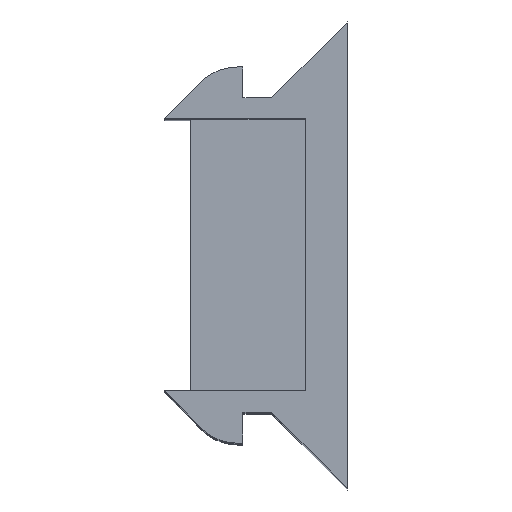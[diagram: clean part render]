
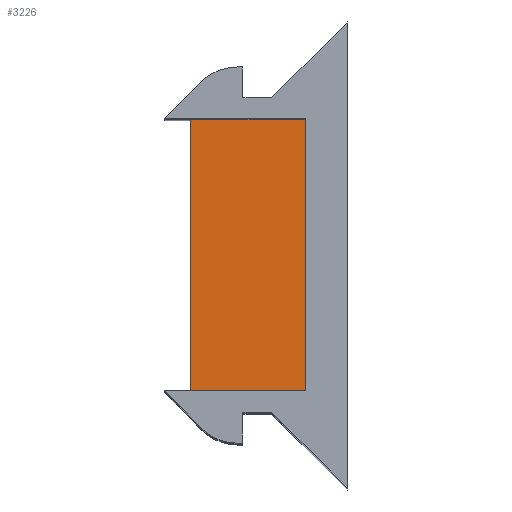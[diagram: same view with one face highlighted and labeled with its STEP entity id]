
A CAD part, top view. The second image highlights one B-rep face of the part: STEP entity #3226.
In plain terms, the highlighted planar face has unit normal (0, 0, 1).
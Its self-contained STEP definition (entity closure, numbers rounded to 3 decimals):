
#555 = PLANE('',#556);
#556 = AXIS2_PLACEMENT_3D('',#557,#558,#559);
#557 = CARTESIAN_POINT('',(-3.,-3.,-4.));
#558 = DIRECTION('',(1.,0.,0.));
#559 = DIRECTION('',(0.,0.,1.));
#1640 = VERTEX_POINT('',#1641);
#1641 = CARTESIAN_POINT('',(-3.,2.61,4.));
#1667 = EDGE_CURVE('',#1668,#1640,#1670,.T.);
#1668 = VERTEX_POINT('',#1669);
#1669 = CARTESIAN_POINT('',(-3.,-2.59,4.));
#1670 = SURFACE_CURVE('',#1671,(#1675,#1682),.PCURVE_S1.);
#1671 = LINE('',#1672,#1673);
#1672 = CARTESIAN_POINT('',(-3.,-3.,4.));
#1673 = VECTOR('',#1674,1.);
#1674 = DIRECTION('',(0.,1.,0.));
#1675 = PCURVE('',#555,#1676);
#1676 = DEFINITIONAL_REPRESENTATION('',(#1677),#1681);
#1677 = LINE('',#1678,#1679);
#1678 = CARTESIAN_POINT('',(8.,0.));
#1679 = VECTOR('',#1680,1.);
#1680 = DIRECTION('',(0.,-1.));
#1681 = ( GEOMETRIC_REPRESENTATION_CONTEXT(2) 
PARAMETRIC_REPRESENTATION_CONTEXT() REPRESENTATION_CONTEXT('2D SPACE',''
  ) );
#1682 = PCURVE('',#1683,#1688);
#1683 = PLANE('',#1684);
#1684 = AXIS2_PLACEMENT_3D('',#1685,#1686,#1687);
#1685 = CARTESIAN_POINT('',(-3.,-3.,4.));
#1686 = DIRECTION('',(0.,0.,1.));
#1687 = DIRECTION('',(1.,0.,0.));
#1688 = DEFINITIONAL_REPRESENTATION('',(#1689),#1693);
#1689 = LINE('',#1690,#1691);
#1690 = CARTESIAN_POINT('',(0.,0.));
#1691 = VECTOR('',#1692,1.);
#1692 = DIRECTION('',(0.,1.));
#1693 = ( GEOMETRIC_REPRESENTATION_CONTEXT(2) 
PARAMETRIC_REPRESENTATION_CONTEXT() REPRESENTATION_CONTEXT('2D SPACE',''
  ) );
#2753 = PLANE('',#2754);
#2754 = AXIS2_PLACEMENT_3D('',#2755,#2756,#2757);
#2755 = CARTESIAN_POINT('',(-3.5,-2.59,-10.));
#2756 = DIRECTION('',(0.,1.,0.));
#2757 = DIRECTION('',(1.,0.,0.));
#2781 = PLANE('',#2782);
#2782 = AXIS2_PLACEMENT_3D('',#2783,#2784,#2785);
#2783 = CARTESIAN_POINT('',(-0.8,-2.59,-10.));
#2784 = DIRECTION('',(-1.,0.,0.));
#2785 = DIRECTION('',(0.,1.,0.));
#2809 = PLANE('',#2810);
#2810 = AXIS2_PLACEMENT_3D('',#2811,#2812,#2813);
#2811 = CARTESIAN_POINT('',(-0.8,2.61,-10.));
#2812 = DIRECTION('',(0.,-1.,0.));
#2813 = DIRECTION('',(-1.,0.,0.));
#3226 = ADVANCED_FACE('',(#3227),#1683,.T.);
#3227 = FACE_BOUND('',#3228,.T.);
#3228 = EDGE_LOOP('',(#3229,#3230,#3252,#3273,#3294,#3315));
#3229 = ORIENTED_EDGE('',*,*,#1667,.F.);
#3230 = ORIENTED_EDGE('',*,*,#3231,.T.);
#3231 = EDGE_CURVE('',#1668,#3232,#3234,.T.);
#3232 = VERTEX_POINT('',#3233);
#3233 = CARTESIAN_POINT('',(-2.,-2.59,4.));
#3234 = SURFACE_CURVE('',#3235,(#3239,#3246),.PCURVE_S1.);
#3235 = LINE('',#3236,#3237);
#3236 = CARTESIAN_POINT('',(-4.25,-2.59,4.));
#3237 = VECTOR('',#3238,1.);
#3238 = DIRECTION('',(1.,0.,0.));
#3239 = PCURVE('',#1683,#3240);
#3240 = DEFINITIONAL_REPRESENTATION('',(#3241),#3245);
#3241 = LINE('',#3242,#3243);
#3242 = CARTESIAN_POINT('',(-1.25,0.41));
#3243 = VECTOR('',#3244,1.);
#3244 = DIRECTION('',(1.,0.));
#3245 = ( GEOMETRIC_REPRESENTATION_CONTEXT(2) 
PARAMETRIC_REPRESENTATION_CONTEXT() REPRESENTATION_CONTEXT('2D SPACE',''
  ) );
#3246 = PCURVE('',#2753,#3247);
#3247 = DEFINITIONAL_REPRESENTATION('',(#3248),#3251);
#3248 = B_SPLINE_CURVE_WITH_KNOTS('',1,(#3249,#3250),.UNSPECIFIED.,.F.,
  .F.,(2,2),(0.48,2.55),.PIECEWISE_BEZIER_KNOTS.);
#3249 = CARTESIAN_POINT('',(-0.27,-14.));
#3250 = CARTESIAN_POINT('',(1.8,-14.));
#3251 = ( GEOMETRIC_REPRESENTATION_CONTEXT(2) 
PARAMETRIC_REPRESENTATION_CONTEXT() REPRESENTATION_CONTEXT('2D SPACE',''
  ) );
#3252 = ORIENTED_EDGE('',*,*,#3253,.F.);
#3253 = EDGE_CURVE('',#3254,#3232,#3256,.T.);
#3254 = VERTEX_POINT('',#3255);
#3255 = CARTESIAN_POINT('',(-0.8,-2.59,4.));
#3256 = SURFACE_CURVE('',#3257,(#3261,#3267),.PCURVE_S1.);
#3257 = LINE('',#3258,#3259);
#3258 = CARTESIAN_POINT('',(-3.25,-2.59,4.));
#3259 = VECTOR('',#3260,1.);
#3260 = DIRECTION('',(-1.,0.,0.));
#3261 = PCURVE('',#1683,#3262);
#3262 = DEFINITIONAL_REPRESENTATION('',(#3263),#3266);
#3263 = B_SPLINE_CURVE_WITH_KNOTS('',1,(#3264,#3265),.UNSPECIFIED.,.F.,
  .F.,(2,2),(-2.72,0.05),.PIECEWISE_BEZIER_KNOTS.);
#3264 = CARTESIAN_POINT('',(2.47,0.41));
#3265 = CARTESIAN_POINT('',(-0.3,0.41));
#3266 = ( GEOMETRIC_REPRESENTATION_CONTEXT(2) 
PARAMETRIC_REPRESENTATION_CONTEXT() REPRESENTATION_CONTEXT('2D SPACE',''
  ) );
#3267 = PCURVE('',#2753,#3268);
#3268 = DEFINITIONAL_REPRESENTATION('',(#3269),#3272);
#3269 = B_SPLINE_CURVE_WITH_KNOTS('',1,(#3270,#3271),.UNSPECIFIED.,.F.,
  .F.,(2,2),(-2.72,0.05),.PIECEWISE_BEZIER_KNOTS.);
#3270 = CARTESIAN_POINT('',(2.97,-14.));
#3271 = CARTESIAN_POINT('',(0.2,-14.));
#3272 = ( GEOMETRIC_REPRESENTATION_CONTEXT(2) 
PARAMETRIC_REPRESENTATION_CONTEXT() REPRESENTATION_CONTEXT('2D SPACE',''
  ) );
#3273 = ORIENTED_EDGE('',*,*,#3274,.F.);
#3274 = EDGE_CURVE('',#3275,#3254,#3277,.T.);
#3275 = VERTEX_POINT('',#3276);
#3276 = CARTESIAN_POINT('',(-0.8,2.61,4.));
#3277 = SURFACE_CURVE('',#3278,(#3282,#3288),.PCURVE_S1.);
#3278 = LINE('',#3279,#3280);
#3279 = CARTESIAN_POINT('',(-0.8,-2.795,4.));
#3280 = VECTOR('',#3281,1.);
#3281 = DIRECTION('',(0.,-1.,0.));
#3282 = PCURVE('',#1683,#3283);
#3283 = DEFINITIONAL_REPRESENTATION('',(#3284),#3287);
#3284 = B_SPLINE_CURVE_WITH_KNOTS('',1,(#3285,#3286),.UNSPECIFIED.,.F.,
  .F.,(2,2),(-5.925,0.315),.PIECEWISE_BEZIER_KNOTS.);
#3285 = CARTESIAN_POINT('',(2.2,6.13));
#3286 = CARTESIAN_POINT('',(2.2,-0.11));
#3287 = ( GEOMETRIC_REPRESENTATION_CONTEXT(2) 
PARAMETRIC_REPRESENTATION_CONTEXT() REPRESENTATION_CONTEXT('2D SPACE',''
  ) );
#3288 = PCURVE('',#2781,#3289);
#3289 = DEFINITIONAL_REPRESENTATION('',(#3290),#3293);
#3290 = B_SPLINE_CURVE_WITH_KNOTS('',1,(#3291,#3292),.UNSPECIFIED.,.F.,
  .F.,(2,2),(-5.925,0.315),.PIECEWISE_BEZIER_KNOTS.);
#3291 = CARTESIAN_POINT('',(5.72,-14.));
#3292 = CARTESIAN_POINT('',(-0.52,-14.));
#3293 = ( GEOMETRIC_REPRESENTATION_CONTEXT(2) 
PARAMETRIC_REPRESENTATION_CONTEXT() REPRESENTATION_CONTEXT('2D SPACE',''
  ) );
#3294 = ORIENTED_EDGE('',*,*,#3295,.F.);
#3295 = EDGE_CURVE('',#3296,#3275,#3298,.T.);
#3296 = VERTEX_POINT('',#3297);
#3297 = CARTESIAN_POINT('',(-2.,2.61,4.));
#3298 = SURFACE_CURVE('',#3299,(#3303,#3309),.PCURVE_S1.);
#3299 = LINE('',#3300,#3301);
#3300 = CARTESIAN_POINT('',(-1.9,2.61,4.));
#3301 = VECTOR('',#3302,1.);
#3302 = DIRECTION('',(1.,0.,0.));
#3303 = PCURVE('',#1683,#3304);
#3304 = DEFINITIONAL_REPRESENTATION('',(#3305),#3308);
#3305 = B_SPLINE_CURVE_WITH_KNOTS('',1,(#3306,#3307),.UNSPECIFIED.,.F.,
  .F.,(2,2),(-1.4,1.37),.PIECEWISE_BEZIER_KNOTS.);
#3306 = CARTESIAN_POINT('',(-0.3,5.61));
#3307 = CARTESIAN_POINT('',(2.47,5.61));
#3308 = ( GEOMETRIC_REPRESENTATION_CONTEXT(2) 
PARAMETRIC_REPRESENTATION_CONTEXT() REPRESENTATION_CONTEXT('2D SPACE',''
  ) );
#3309 = PCURVE('',#2809,#3310);
#3310 = DEFINITIONAL_REPRESENTATION('',(#3311),#3314);
#3311 = B_SPLINE_CURVE_WITH_KNOTS('',1,(#3312,#3313),.UNSPECIFIED.,.F.,
  .F.,(2,2),(-1.4,1.37),.PIECEWISE_BEZIER_KNOTS.);
#3312 = CARTESIAN_POINT('',(2.5,-14.));
#3313 = CARTESIAN_POINT('',(-0.27,-14.));
#3314 = ( GEOMETRIC_REPRESENTATION_CONTEXT(2) 
PARAMETRIC_REPRESENTATION_CONTEXT() REPRESENTATION_CONTEXT('2D SPACE',''
  ) );
#3315 = ORIENTED_EDGE('',*,*,#3316,.T.);
#3316 = EDGE_CURVE('',#3296,#1640,#3317,.T.);
#3317 = SURFACE_CURVE('',#3318,(#3322,#3329),.PCURVE_S1.);
#3318 = LINE('',#3319,#3320);
#3319 = CARTESIAN_POINT('',(-2.9,2.61,4.));
#3320 = VECTOR('',#3321,1.);
#3321 = DIRECTION('',(-1.,0.,0.));
#3322 = PCURVE('',#1683,#3323);
#3323 = DEFINITIONAL_REPRESENTATION('',(#3324),#3328);
#3324 = LINE('',#3325,#3326);
#3325 = CARTESIAN_POINT('',(0.1,5.61));
#3326 = VECTOR('',#3327,1.);
#3327 = DIRECTION('',(-1.,0.));
#3328 = ( GEOMETRIC_REPRESENTATION_CONTEXT(2) 
PARAMETRIC_REPRESENTATION_CONTEXT() REPRESENTATION_CONTEXT('2D SPACE',''
  ) );
#3329 = PCURVE('',#2809,#3330);
#3330 = DEFINITIONAL_REPRESENTATION('',(#3331),#3334);
#3331 = B_SPLINE_CURVE_WITH_KNOTS('',1,(#3332,#3333),.UNSPECIFIED.,.F.,
  .F.,(2,2),(-1.2,0.87),.PIECEWISE_BEZIER_KNOTS.);
#3332 = CARTESIAN_POINT('',(0.9,-14.));
#3333 = CARTESIAN_POINT('',(2.97,-14.));
#3334 = ( GEOMETRIC_REPRESENTATION_CONTEXT(2) 
PARAMETRIC_REPRESENTATION_CONTEXT() REPRESENTATION_CONTEXT('2D SPACE',''
  ) );
